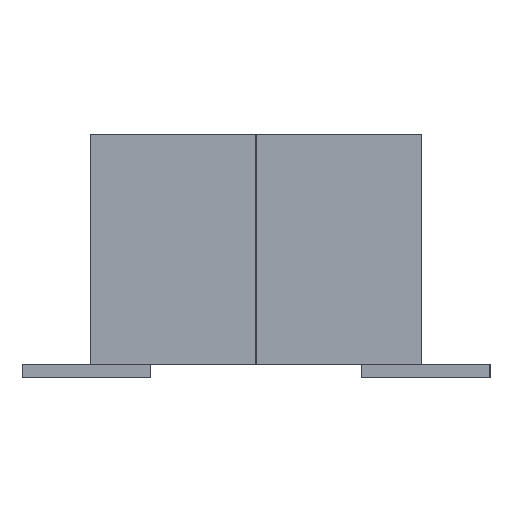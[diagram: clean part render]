
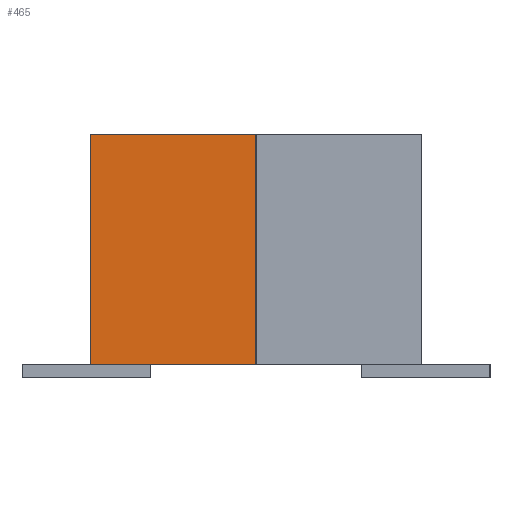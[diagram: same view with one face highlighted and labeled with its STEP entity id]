
A CAD part, left-side view. The second image highlights one B-rep face of the part: STEP entity #465.
In plain terms, the highlighted planar face has unit normal (-1, 0, 0).
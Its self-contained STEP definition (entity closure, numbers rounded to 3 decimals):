
#101 = VERTEX_POINT('',#102);
#102 = CARTESIAN_POINT('',(-1.27,1.27,0.2));
#108 = EDGE_CURVE('',#109,#101,#111,.T.);
#109 = VERTEX_POINT('',#110);
#110 = CARTESIAN_POINT('',(-1.27,-1.27,0.2));
#111 = LINE('',#112,#113);
#112 = CARTESIAN_POINT('',(-1.27,-1.27,0.2));
#113 = VECTOR('',#114,1.);
#114 = DIRECTION('',(0.,1.,0.));
#310 = EDGE_CURVE('',#101,#311,#313,.T.);
#311 = VERTEX_POINT('',#312);
#312 = CARTESIAN_POINT('',(-1.27,1.27,3.75));
#313 = LINE('',#314,#315);
#314 = CARTESIAN_POINT('',(-1.27,1.27,0.2));
#315 = VECTOR('',#316,1.);
#316 = DIRECTION('',(0.,0.,1.));
#465 = ADVANCED_FACE('',(#466),#484,.F.);
#466 = FACE_BOUND('',#467,.F.);
#467 = EDGE_LOOP('',(#468,#476,#482,#483));
#468 = ORIENTED_EDGE('',*,*,#469,.F.);
#469 = EDGE_CURVE('',#470,#311,#472,.T.);
#470 = VERTEX_POINT('',#471);
#471 = CARTESIAN_POINT('',(-1.27,-1.27,3.75));
#472 = LINE('',#473,#474);
#473 = CARTESIAN_POINT('',(-1.27,-1.27,3.75));
#474 = VECTOR('',#475,1.);
#475 = DIRECTION('',(0.,1.,0.));
#476 = ORIENTED_EDGE('',*,*,#477,.F.);
#477 = EDGE_CURVE('',#109,#470,#478,.T.);
#478 = LINE('',#479,#480);
#479 = CARTESIAN_POINT('',(-1.27,-1.27,0.2));
#480 = VECTOR('',#481,1.);
#481 = DIRECTION('',(0.,0.,1.));
#482 = ORIENTED_EDGE('',*,*,#108,.T.);
#483 = ORIENTED_EDGE('',*,*,#310,.T.);
#484 = PLANE('',#485);
#485 = AXIS2_PLACEMENT_3D('',#486,#487,#488);
#486 = CARTESIAN_POINT('',(-1.27,-1.27,0.2));
#487 = DIRECTION('',(1.,0.,0.));
#488 = DIRECTION('',(0.,0.,1.));
